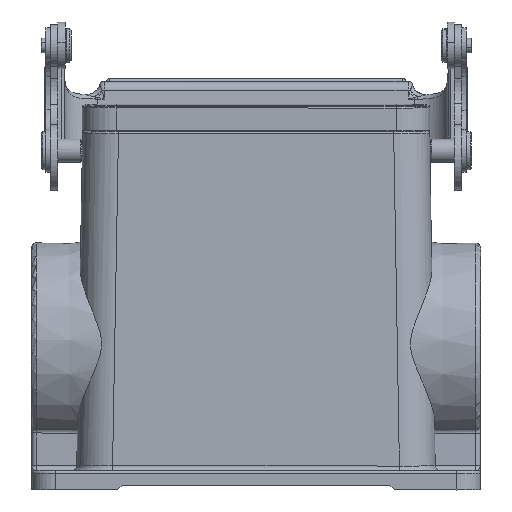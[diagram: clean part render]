
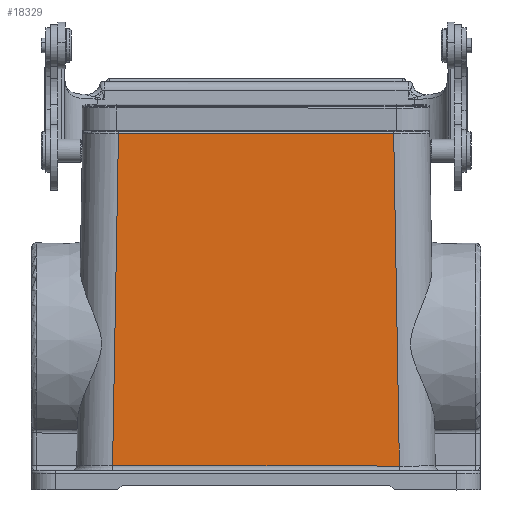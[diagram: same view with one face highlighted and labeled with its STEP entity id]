
A CAD part, top view. The second image highlights one B-rep face of the part: STEP entity #18329.
In plain terms, the highlighted planar face has unit normal (0, 0.009, 1).
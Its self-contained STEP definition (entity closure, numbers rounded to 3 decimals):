
#2104=DIRECTION('',(0.017,-1.,0.009));
#2105=VECTOR('',#2104,69.547);
#2106=CARTESIAN_POINT('',(75.819,51.278,0.004));
#2107=LINE('',#2106,#2105);
#2108=DIRECTION('',(0.018,1.,-0.009));
#2109=VECTOR('',#2108,69.547);
#2110=CARTESIAN_POINT('',(16.964,-18.238,
0.611));
#2111=LINE('',#2110,#2109);
#4562=DIRECTION('',(-1.,0.,0.));
#4563=VECTOR('',#4562,57.619);
#4564=CARTESIAN_POINT('',(75.819,51.278,0.004));
#4565=LINE('',#4564,#4563);
#5459=DIRECTION('',(1.,0.,0.));
#5460=VECTOR('',#5459,60.047);
#5461=CARTESIAN_POINT('',(16.964,-18.238,
0.611));
#5462=LINE('',#5461,#5460);
#13932=CARTESIAN_POINT('',(16.964,-18.238,
0.611));
#13933=CARTESIAN_POINT('',(18.199,51.295,
0.004));
#13934=VERTEX_POINT('',#13932);
#13935=VERTEX_POINT('',#13933);
#13939=CARTESIAN_POINT('',(75.819,51.278,
0.004));
#13940=CARTESIAN_POINT('',(77.011,-18.257,
0.611));
#13941=VERTEX_POINT('',#13939);
#13942=VERTEX_POINT('',#13940);
#18315=CARTESIAN_POINT('',(46.998,16.519,
0.308));
#18316=DIRECTION('',(0.,0.009,1.));
#18317=DIRECTION('',(0.,-1.,0.009));
#18318=AXIS2_PLACEMENT_3D('',#18315,#18316,#18317);
#18319=PLANE('',#18318);
#18321=ORIENTED_EDGE('',*,*,#18320,.T.);
#18323=ORIENTED_EDGE('',*,*,#18322,.F.);
#18324=ORIENTED_EDGE('',*,*,#18301,.T.);
#18326=ORIENTED_EDGE('',*,*,#18325,.F.);
#18327=EDGE_LOOP('',(#18321,#18323,#18324,#18326));
#18328=FACE_OUTER_BOUND('',#18327,.F.);
#18301=EDGE_CURVE('',#13934,#13935,#2111,.T.);
#18320=EDGE_CURVE('',#13941,#13942,#2107,.T.);
#18322=EDGE_CURVE('',#13934,#13942,#5462,.T.);
#18325=EDGE_CURVE('',#13941,#13935,#4565,.T.);
#18329=ADVANCED_FACE('',(#18328),#18319,.T.);
